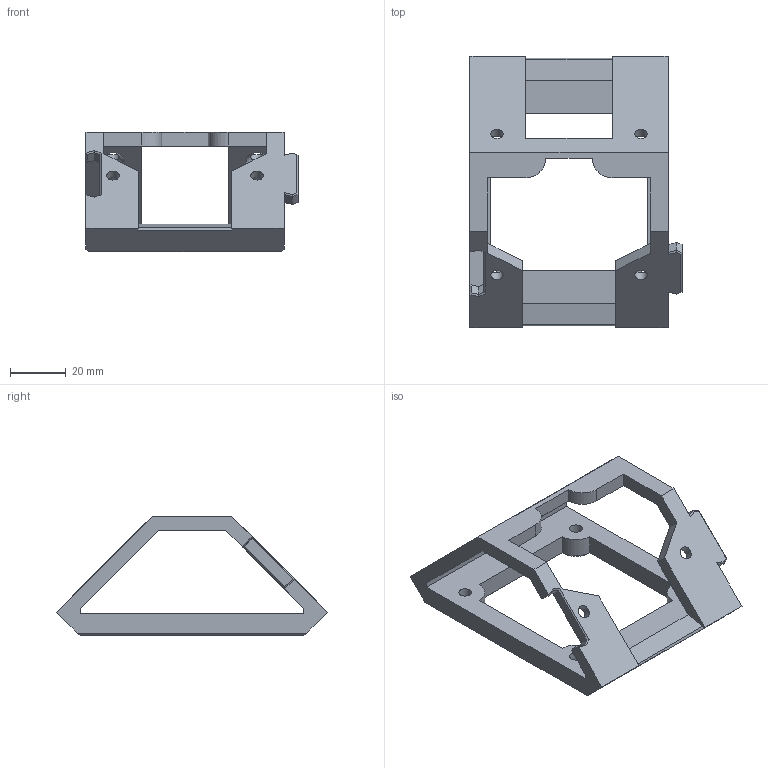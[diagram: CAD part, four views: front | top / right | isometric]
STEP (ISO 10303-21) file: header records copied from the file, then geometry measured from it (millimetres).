
FILE_DESCRIPTION(('FreeCAD Model'),'2;1');
FILE_NAME('Open CASCADE Shape Model','2025-06-21T16:52:15',(''),(''), 'Open CASCADE STEP processor 7.6','FreeCAD','Unknown');
FILE_SCHEMA(('AUTOMOTIVE_DESIGN { 1 0 10303 214 1 1 1 1 }'));
Length unit declared in the file: millimetre
Products named in the file (1): Base
Bounding box: 75.8 x 97 x 42.86 mm (x, y, z)
Volume: 45421.9 mm3; surface area: 21700.3 mm2
Topology: 1 solids, 1 shells, 96 faces, 268 edges, 168 vertices
Faces by surface type: plane 74, cylinder 14, cone 8
Full cylindrical faces by diameter (mm): 4.5 x8
Entity records: 6656 total; most frequent: CARTESIAN_POINT 1205, DIRECTION 1016, LINE 716, VECTOR 716, ORIENTED_EDGE 536, PCURVE 536, DEFINITIONAL_REPRESENTATION 536, EDGE_CURVE 268
